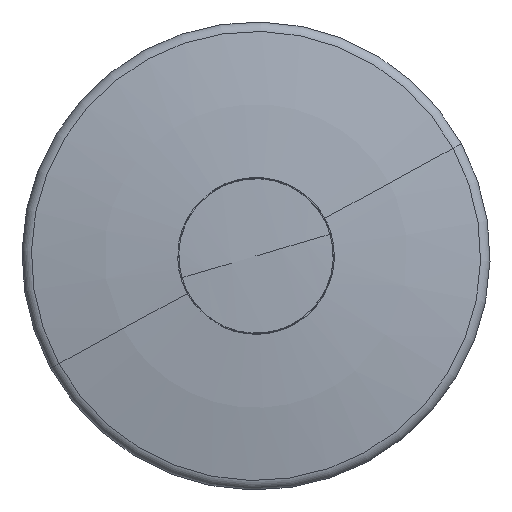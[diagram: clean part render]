
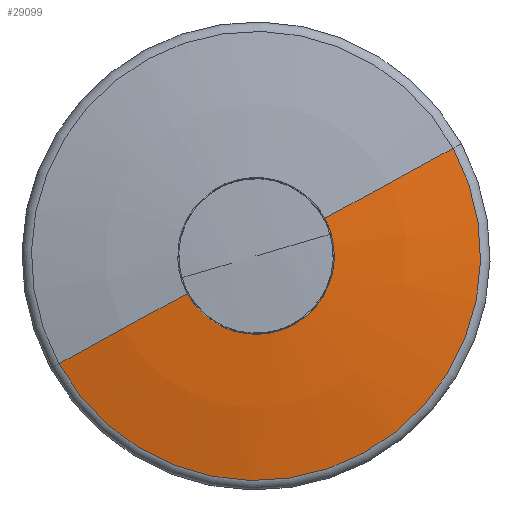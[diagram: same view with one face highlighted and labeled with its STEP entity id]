
A CAD part, top view. The second image highlights one B-rep face of the part: STEP entity #29099.
In plain terms, the highlighted face is a revolution surface.
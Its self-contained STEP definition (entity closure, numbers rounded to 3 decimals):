
#28947=AXIS2_PLACEMENT_3D('Circle Axis2P3D',#28945,#28946,$) ;
#28892=CARTESIAN_POINT('Vertex',(-16.842,-9.201,37.141)) ;
#28899=CARTESIAN_POINT('Vertex',(16.843,9.201,37.141)) ;
#28945=CARTESIAN_POINT('Axis2P3D Location',(0.,0.,37.141)) ;
#28994=CARTESIAN_POINT('Vertex',(-5.88,-3.212,38.775)) ;
#29004=CARTESIAN_POINT('Vertex',(5.88,3.212,38.775)) ;
#29008=CARTESIAN_POINT('Control Point',(16.843,9.201,37.141)) ;
#29009=CARTESIAN_POINT('Control Point',(13.223,7.224,37.948)) ;
#29010=CARTESIAN_POINT('Control Point',(9.559,5.222,38.494)) ;
#29011=CARTESIAN_POINT('Control Point',(5.88,3.212,38.775)) ;
#29014=CARTESIAN_POINT('Control Point',(-16.842,-9.201,37.141)) ;
#29015=CARTESIAN_POINT('Control Point',(-13.223,-7.224,37.948)) ;
#29016=CARTESIAN_POINT('Control Point',(-9.559,-5.222,38.494)) ;
#29017=CARTESIAN_POINT('Control Point',(-5.88,-3.212,38.775)) ;
#29059=CARTESIAN_POINT('Control Point',(19.192,0.,37.141)) ;
#29060=CARTESIAN_POINT('Control Point',(15.051,0.,37.951)) ;
#29061=CARTESIAN_POINT('Control Point',(10.86,0.,38.498)) ;
#29062=CARTESIAN_POINT('Control Point',(6.65,0.,38.779)) ;
#29063=CARTESIAN_POINT('Axis1P Location',(0.,0.,28.)) ;
#29068=CARTESIAN_POINT('Control Point',(-4.738,-4.738,38.775)) ;
#29069=CARTESIAN_POINT('Control Point',(-4.061,-5.414,38.775)) ;
#29070=CARTESIAN_POINT('Control Point',(-3.264,-5.97,38.775)) ;
#29071=CARTESIAN_POINT('Control Point',(-2.374,-6.376,38.775)) ;
#29072=CARTESIAN_POINT('Control Point',(-0.49,-6.853,38.775)) ;
#29073=CARTESIAN_POINT('Control Point',(1.443,-6.649,38.775)) ;
#29074=CARTESIAN_POINT('Control Point',(2.382,-6.373,38.775)) ;
#29075=CARTESIAN_POINT('Control Point',(4.118,-5.5,38.775)) ;
#29076=CARTESIAN_POINT('Control Point',(5.445,-4.08,38.775)) ;
#29077=CARTESIAN_POINT('Control Point',(5.974,-3.257,38.775)) ;
#29078=CARTESIAN_POINT('Control Point',(6.714,-1.46,38.775)) ;
#29079=CARTESIAN_POINT('Control Point',(6.787,0.483,38.775)) ;
#29080=CARTESIAN_POINT('Control Point',(6.647,1.451,38.775)) ;
#29081=CARTESIAN_POINT('Control Point',(6.339,2.372,38.775)) ;
#29082=CARTESIAN_POINT('Control Point',(5.88,3.212,38.775)) ;
#29083=CARTESIAN_POINT('Vertex',(-4.738,-4.738,38.775)) ;
#29087=CARTESIAN_POINT('Control Point',(-5.88,-3.212,38.775)) ;
#29088=CARTESIAN_POINT('Control Point',(-5.574,-3.772,38.775)) ;
#29089=CARTESIAN_POINT('Control Point',(-5.188,-4.287,38.775)) ;
#29090=CARTESIAN_POINT('Control Point',(-4.738,-4.738,38.775)) ;
#28946=DIRECTION('Axis2P3D Direction',(0.,0.,1.)) ;
#29064=DIRECTION('Axis1P Direction',(0.,0.,1.)) ;
#29065=AXIS1_PLACEMENT('Revolution Surface Axis1P',#29063,#29064) ;
#29093=ORIENTED_EDGE('',*,*,#29085,.F.) ;
#29094=ORIENTED_EDGE('',*,*,#29091,.F.) ;
#29095=ORIENTED_EDGE('',*,*,#29018,.F.) ;
#29096=ORIENTED_EDGE('',*,*,#28949,.T.) ;
#29097=ORIENTED_EDGE('',*,*,#29012,.T.) ;
#29099=ADVANCED_FACE('Corps principal ( *SOL1 - wsp *MASTER -  )',(#29098),#29066,.T.) ;
#29007=B_SPLINE_CURVE_WITH_KNOTS('',3,(#29008,#29009,#29010,#29011),.UNSPECIFIED.,.F.,.U.,(4,4),(451.927,464.534),.UNSPECIFIED.) ;
#29013=B_SPLINE_CURVE_WITH_KNOTS('',3,(#29014,#29015,#29016,#29017),.UNSPECIFIED.,.F.,.U.,(4,4),(451.927,464.533),.UNSPECIFIED.) ;
#29058=B_SPLINE_CURVE_WITH_KNOTS('',3,(#29059,#29060,#29061,#29062),.UNSPECIFIED.,.F.,.U.,(4,4),(451.927,464.584),.UNSPECIFIED.) ;
#29067=B_SPLINE_CURVE_WITH_KNOTS('',5,(#29068,#29069,#29070,#29071,#29072,#29073,#29074,#29075,#29076,#29077,#29078,#29079,#29080,#29081,#29082),.UNSPECIFIED.,.F.,.U.,(6,3,3,3,6),(0.,8.37,16.74,25.11,33.48),.UNSPECIFIED.) ;
#29086=B_SPLINE_CURVE_WITH_KNOTS('',3,(#29087,#29088,#29089,#29090),.UNSPECIFIED.,.F.,.U.,(4,4),(0.,3.345),.UNSPECIFIED.) ;
#28948=CIRCLE('generated circle',#28947,19.192) ;
#28949=EDGE_CURVE('',#28893,#28900,#28948,.T.) ;
#29012=EDGE_CURVE('',#28900,#29005,#29007,.T.) ;
#29018=EDGE_CURVE('',#28893,#28995,#29013,.T.) ;
#29085=EDGE_CURVE('',#29084,#29005,#29067,.T.) ;
#29091=EDGE_CURVE('',#28995,#29084,#29086,.T.) ;
#29092=EDGE_LOOP('',(#29093,#29094,#29095,#29096,#29097)) ;
#29098=FACE_OUTER_BOUND('',#29092,.T.) ;
#29066=SURFACE_OF_REVOLUTION('Surface of Revolution',#29058,#29065) ;
#28893=VERTEX_POINT('',#28892) ;
#28900=VERTEX_POINT('',#28899) ;
#28995=VERTEX_POINT('',#28994) ;
#29005=VERTEX_POINT('',#29004) ;
#29084=VERTEX_POINT('',#29083) ;
